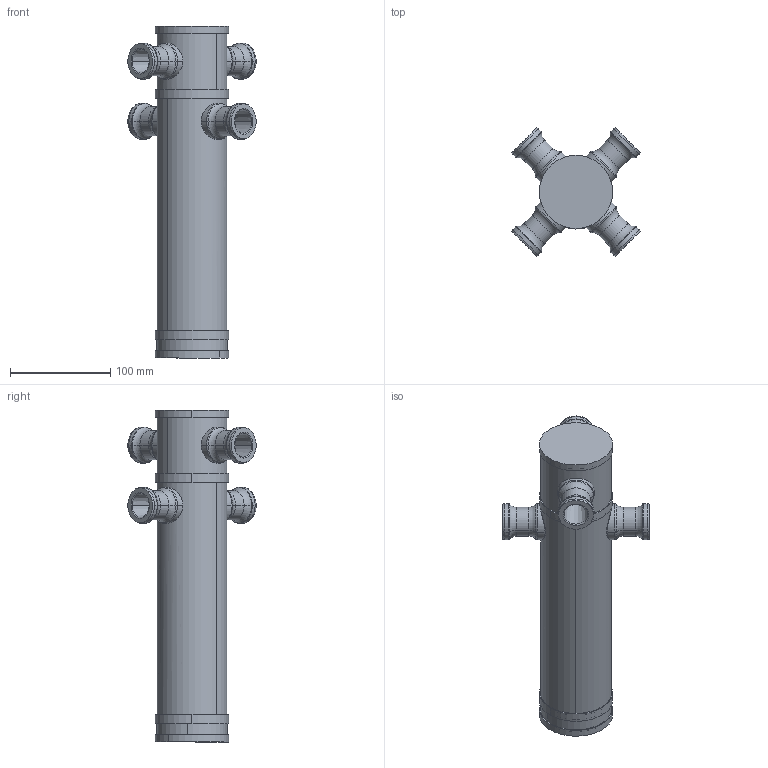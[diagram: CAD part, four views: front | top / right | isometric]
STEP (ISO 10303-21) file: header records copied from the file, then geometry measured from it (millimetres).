
FILE_DESCRIPTION (( 'STEP AP214' ), '1' );
FILE_NAME ('HX assy.STEP', '2025-05-27T15:07:11', ( '' ), ( '' ), 'SwSTEP 2.0', 'SolidWorks 2024', '' );
FILE_SCHEMA (( 'AUTOMOTIVE_DESIGN' ));
Length unit declared in the file: millimetre
Products named in the file (13): tubesheet_splitter.stp; nozzle; shell; tubesheet_no_splitter.stp; copper_tube; nozzle_entry; endplate_splitter.stp; HX assy; tube_section; Cold Flow Splitter Working Section; EndHotSplitter; endplate_no_splitter.stp; baffle
Assembly tree (32 placements, depth 2):
  HX assy
    baffle  x5
    shell
    nozzle_entry
    nozzle  x4
    endplate_no_splitter.stp
    endplate_splitter.stp
    tubesheet_no_splitter.stp
    tubesheet_splitter.stp
    tube_section
    copper_tube  x14
    EndHotSplitter
    Cold Flow Splitter Working Section
Bounding box: 127.99 x 127.99 x 331 mm (x, y, z)
Volume: 469018.9 mm3; surface area: 436298.5 mm2
Topology: 32 solids, 32 shells, 1102 faces, 2476 edges, 1492 vertices
Faces by surface type: cylinder 617, cone 240, plane 189, torus 40, bspline 16
Entity records: 22144 total; most frequent: CARTESIAN_POINT 5817, DIRECTION 3631, ORIENTED_EDGE 3044, EDGE_CURVE 1522, AXIS2_PLACEMENT_3D 1446, VERTEX_POINT 887, EDGE_LOOP 829, LINE 739
